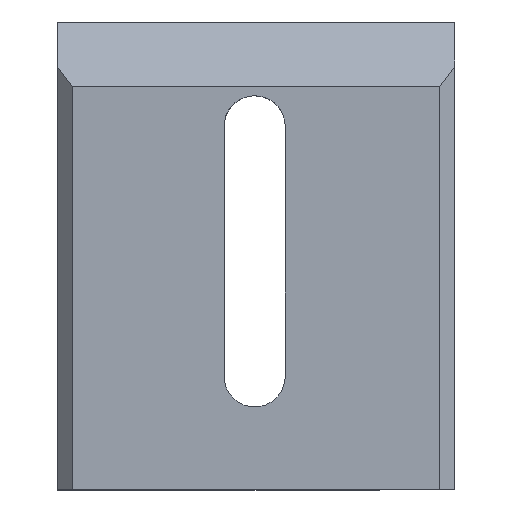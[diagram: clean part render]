
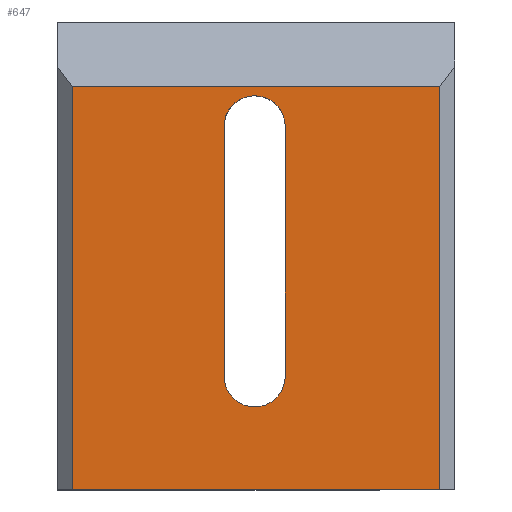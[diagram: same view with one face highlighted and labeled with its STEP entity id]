
A CAD part, top view. The second image highlights one B-rep face of the part: STEP entity #647.
In plain terms, the highlighted planar face has unit normal (0, 0, 1).
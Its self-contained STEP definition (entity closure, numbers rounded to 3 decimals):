
#17=FACE_BOUND('',#106,.T.);
#29=CIRCLE('',#704,2.);
#30=CIRCLE('',#705,2.);
#41=PLANE('',#703);
#70=FACE_OUTER_BOUND('',#105,.T.);
#105=EDGE_LOOP('',(#504,#505,#506,#507));
#106=EDGE_LOOP('',(#508,#509,#510,#511));
#161=LINE('',#983,#239);
#165=LINE('',#992,#243);
#168=LINE('',#998,#246);
#169=LINE('',#999,#247);
#170=LINE('',#1004,#248);
#171=LINE('',#1007,#249);
#239=VECTOR('',#791,10.);
#243=VECTOR('',#797,10.);
#246=VECTOR('',#802,10.);
#247=VECTOR('',#803,10.);
#248=VECTOR('',#806,10.);
#249=VECTOR('',#809,10.);
#321=VERTEX_POINT('',#976);
#324=VERTEX_POINT('',#981);
#328=VERTEX_POINT('',#991);
#330=VERTEX_POINT('',#997);
#331=VERTEX_POINT('',#1000);
#332=VERTEX_POINT('',#1001);
#333=VERTEX_POINT('',#1003);
#334=VERTEX_POINT('',#1005);
#391=EDGE_CURVE('',#324,#321,#161,.T.);
#395=EDGE_CURVE('',#321,#328,#165,.T.);
#398=EDGE_CURVE('',#330,#324,#168,.T.);
#399=EDGE_CURVE('',#328,#330,#169,.T.);
#400=EDGE_CURVE('',#331,#332,#29,.T.);
#401=EDGE_CURVE('',#332,#333,#170,.T.);
#402=EDGE_CURVE('',#333,#334,#30,.T.);
#403=EDGE_CURVE('',#334,#331,#171,.T.);
#504=ORIENTED_EDGE('',*,*,#391,.F.);
#505=ORIENTED_EDGE('',*,*,#398,.F.);
#506=ORIENTED_EDGE('',*,*,#399,.F.);
#507=ORIENTED_EDGE('',*,*,#395,.F.);
#508=ORIENTED_EDGE('',*,*,#400,.T.);
#509=ORIENTED_EDGE('',*,*,#401,.T.);
#510=ORIENTED_EDGE('',*,*,#402,.T.);
#511=ORIENTED_EDGE('',*,*,#403,.T.);
#647=ADVANCED_FACE('',(#70,#17),#41,.T.);
#703=AXIS2_PLACEMENT_3D('',#996,#800,#801);
#704=AXIS2_PLACEMENT_3D('',#1002,#804,#805);
#705=AXIS2_PLACEMENT_3D('',#1006,#807,#808);
#791=DIRECTION('',(0.,1.,0.));
#797=DIRECTION('',(1.,0.,0.));
#800=DIRECTION('center_axis',(0.,0.,
1.));
#801=DIRECTION('ref_axis',(1.,0.,0.));
#802=DIRECTION('',(-1.,0.,0.));
#803=DIRECTION('',(0.,-1.,0.));
#804=DIRECTION('center_axis',(0.,0.,
-1.));
#805=DIRECTION('ref_axis',(1.,0.,0.));
#806=DIRECTION('',(0.,-1.,0.));
#807=DIRECTION('center_axis',(0.,0.,
-1.));
#808=DIRECTION('ref_axis',(-1.,0.,0.));
#809=DIRECTION('',(0.,1.,0.));
#976=CARTESIAN_POINT('',(-172.406,43.366,24.24));
#981=CARTESIAN_POINT('',(-172.406,16.997,24.24));
#983=CARTESIAN_POINT('',(-172.406,39.429,24.24));
#991=CARTESIAN_POINT('',(-148.406,43.366,24.24));
#992=CARTESIAN_POINT('',(-155.406,43.366,24.24));
#996=CARTESIAN_POINT('Origin',(-150.406,47.573,24.24));
#997=CARTESIAN_POINT('',(-148.406,16.997,24.24));
#998=CARTESIAN_POINT('',(-150.406,16.997,24.24));
#999=CARTESIAN_POINT('',(-148.406,47.573,24.24));
#1000=CARTESIAN_POINT('',(-162.496,40.748,24.24));
#1001=CARTESIAN_POINT('',(-158.496,40.748,24.24));
#1002=CARTESIAN_POINT('Origin',(-160.496,40.748,24.24));
#1003=CARTESIAN_POINT('',(-158.496,24.419,24.24));
#1004=CARTESIAN_POINT('',(-158.496,40.748,24.24));
#1005=CARTESIAN_POINT('',(-162.496,24.419,24.24));
#1006=CARTESIAN_POINT('Origin',(-160.496,24.419,24.24));
#1007=CARTESIAN_POINT('',(-162.496,24.419,24.24));
